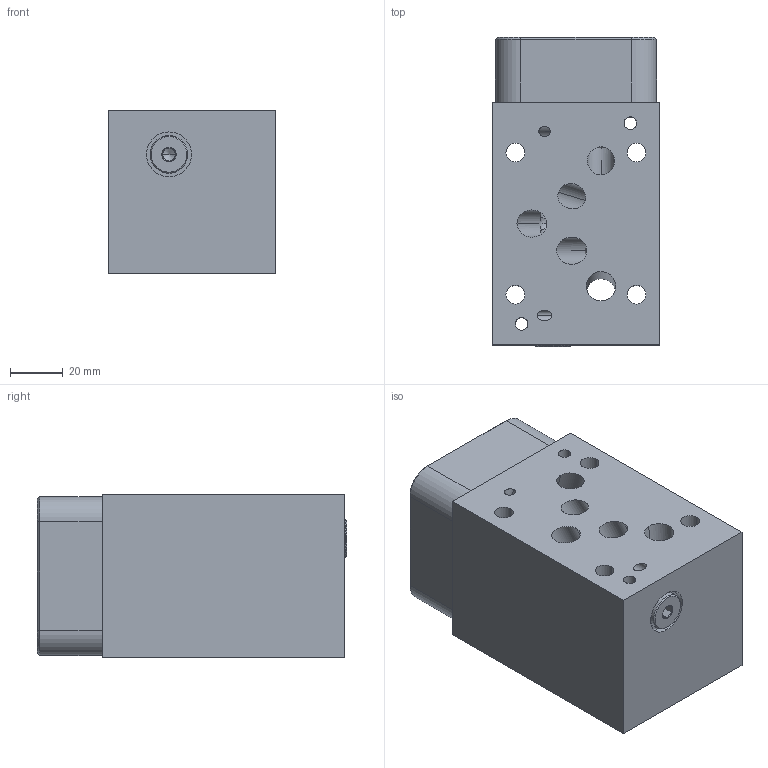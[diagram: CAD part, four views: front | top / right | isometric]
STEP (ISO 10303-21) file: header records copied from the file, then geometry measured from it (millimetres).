
FILE_DESCRIPTION((''),'2;1');
FILE_NAME('DJN_ASM','2020-04-15T',('ProEService'),(''),'PRO/ENGINEER BY PARAMETRIC TECHNOLOGY CORPORATION, 2014200','PRO/ENGINEER BY PARAMETRIC TECHNOLOGY CORPORATION, 2014200','');
FILE_SCHEMA(('CONFIG_CONTROL_DESIGN'));
Length unit declared in the file: inch
Products named in the file (3): 152-487; A330-006-004; DJN_ASM
Assembly tree (2 placements, depth 2):
  DJN_ASM
    152-487
    A330-006-004
Bounding box: 63.5 x 117.32 x 61.93 mm (x, y, z)
Volume: 375808.6 mm3; surface area: 63016.7 mm2
Topology: 2 solids, 2 shells, 181 faces, 666 edges, 599 vertices
Faces by surface type: cylinder 77, cone 47, plane 33, sphere 18, torus 6
Entity records: 9075 total; most frequent: CARTESIAN_POINT 3641, DIRECTION 1116, ORIENTED_EDGE 932, EDGE_CURVE 466, AXIS2_PLACEMENT_3D 382, VECTOR 352, LINE 352, VERTEX_POINT 296
